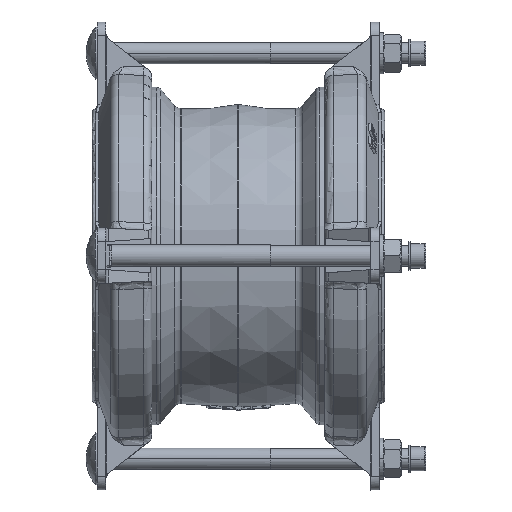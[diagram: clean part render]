
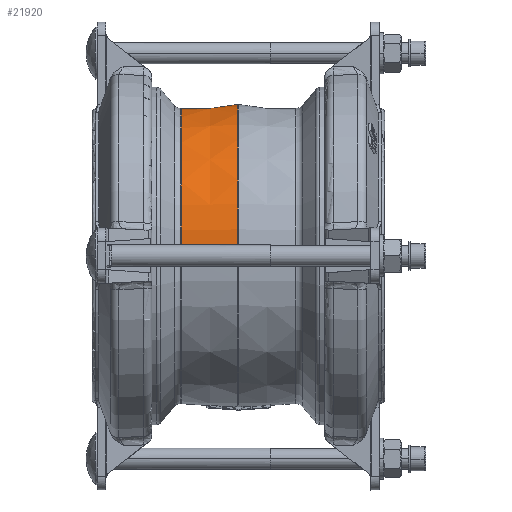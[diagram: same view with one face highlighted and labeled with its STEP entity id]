
A CAD part, top view. The second image highlights one B-rep face of the part: STEP entity #21920.
In plain terms, the highlighted conical face has half-angle 4 degrees and reference radius 85.343 mm.
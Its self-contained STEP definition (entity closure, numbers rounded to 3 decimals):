
#10573 = EDGE_CURVE ( 'NONE', #12525, #12631, #17926, .T. ) ;
#10889 = EDGE_CURVE ( 'NONE', #13022, #12930, #18210, .T. ) ;
#11021 = EDGE_CURVE ( 'NONE', #12631, #12930, #18360, .T. ) ;
#11022 = EDGE_CURVE ( 'NONE', #12525, #13022, #18359, .T. ) ;
#12159 = EDGE_LOOP ( 'NONE', ( #20319, #20321, #20323, #20325 ) ) ;
#12525 = VERTEX_POINT ( 'NONE', #23567 ) ;
#12631 = VERTEX_POINT ( 'NONE', #23673 ) ;
#12930 = VERTEX_POINT ( 'NONE', #23972 ) ;
#13022 = VERTEX_POINT ( 'NONE', #24064 ) ;
#17926 = CIRCLE ( 'NONE', #20509, 85.343 ) ;
#18210 = CIRCLE ( 'NONE', #20614, 87.617 ) ;
#18359 = LINE ( 'NONE', #23424, #18364 ) ;
#18360 = LINE ( 'NONE', #23422, #18361 ) ;
#18361 = VECTOR ( 'NONE', #23423, 1000. ) ;
#18364 = VECTOR ( 'NONE', #23425, 1000. ) ;
#20319 = ORIENTED_EDGE ( 'NONE', *, *, #10573, .T. ) ;
#20321 = ORIENTED_EDGE ( 'NONE', *, *, #11021, .T. ) ;
#20323 = ORIENTED_EDGE ( 'NONE', *, *, #10889, .F. ) ;
#20325 = ORIENTED_EDGE ( 'NONE', *, *, #11022, .F. ) ;
#20509 = AXIS2_PLACEMENT_3D ( 'NONE', #32995, #32996, #32997 ) ;
#20614 = AXIS2_PLACEMENT_3D ( 'NONE', #31466, #31467, #31468 ) ;
#21920 = ADVANCED_FACE ( 'NONE', ( #29102 ), #29106, .T. ) ;
#23422 = CARTESIAN_POINT ( 'NONE',  ( -32.871, 0., 85.343 ) ) ;
#23423 = DIRECTION ( 'NONE',  ( 0.998, 0., 0.07 ) ) ;
#23424 = CARTESIAN_POINT ( 'NONE',  ( -32.871, 0., -85.343 ) ) ;
#23425 = DIRECTION ( 'NONE',  ( 0.998, 0., -0.07 ) ) ;
#23567 = CARTESIAN_POINT ( 'NONE',  ( -32.871, 0., -85.343 ) ) ;
#23673 = CARTESIAN_POINT ( 'NONE',  ( -32.871, 0., 85.343 ) ) ;
#23972 = CARTESIAN_POINT ( 'NONE',  ( -0.349, 0., 87.617 ) ) ;
#24064 = CARTESIAN_POINT ( 'NONE',  ( -0.349, 0., -87.617 ) ) ;
#29102 = FACE_OUTER_BOUND ( 'NONE', #12159, .T. ) ;
#29106 = CONICAL_SURFACE ( 'NONE', #37880, 85.343, 0.07 ) ;
#31466 = CARTESIAN_POINT ( 'NONE',  ( -0.349, 0., 0. ) ) ;
#31467 = DIRECTION ( 'NONE',  ( 1., 0., 0. ) ) ;
#31468 = DIRECTION ( 'NONE',  ( 0., 0., -1. ) ) ;
#32995 = CARTESIAN_POINT ( 'NONE',  ( -32.871, 0., 0. ) ) ;
#32996 = DIRECTION ( 'NONE',  ( 1., 0., 0. ) ) ;
#32997 = DIRECTION ( 'NONE',  ( 0., 0., -1. ) ) ;
#37545 = DIRECTION ( 'NONE',  ( 0., 0., -1. ) ) ;
#37546 = DIRECTION ( 'NONE',  ( 1., 0., 0. ) ) ;
#37549 = CARTESIAN_POINT ( 'NONE',  ( -32.871, 0., 0. ) ) ;
#37880 = AXIS2_PLACEMENT_3D ( 'NONE', #37549, #37546, #37545 ) ;
